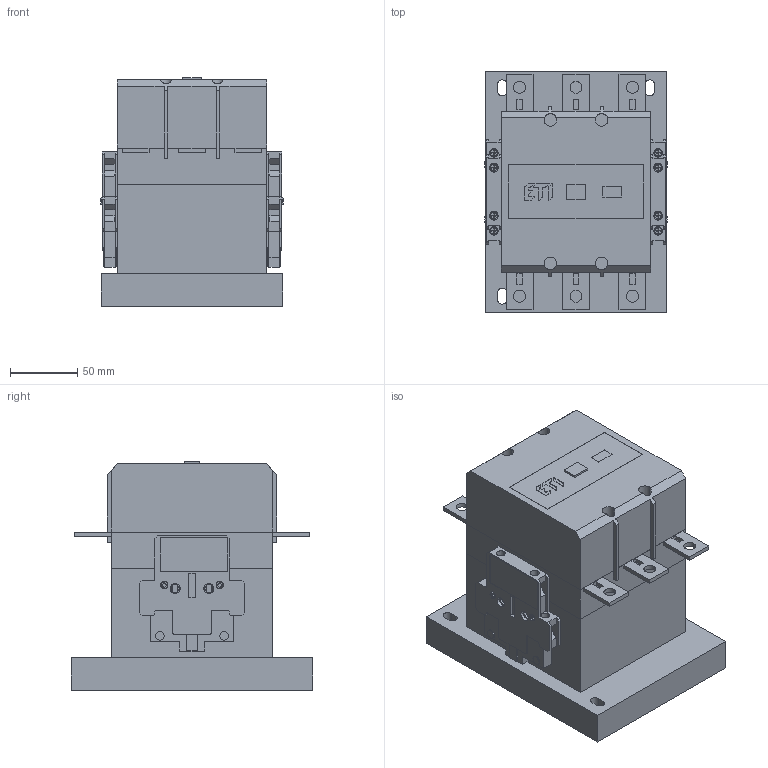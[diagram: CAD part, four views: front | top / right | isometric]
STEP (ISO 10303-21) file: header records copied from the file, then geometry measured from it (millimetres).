
FILE_DESCRIPTION((''),'2;1');
FILE_NAME('CEM_180E_ASM','2021-06-11T',('marketing.praksa'),('Audax d.o.o.'),'CREO PARAMETRIC BY PTC INC, 2017480','CREO PARAMETRIC BY PTC INC, 2017480','');
FILE_SCHEMA(('AUTOMOTIVE_DESIGN { 1 0 10303 214 1 1 1 1 }'));
Products named in the file (17): CWM180_E_12_1_1; CWM180_E_15_1_1; CWM180_E_20_1_1; CWM180_E_21_1_1; CWM180_E_22_1_1; ETI_LOGO_1_1_1_1_1_1_1_2_3_4__2; ETI_LOGO_2_1_1_1_1_1_1_2_3_4__2; ETI_LOGO_3_1_1_1_1_1_1_2_3_4__2; CONTACTS_1_1_1; CONTACTS_1_2_1; CONTACTS_1_3_1; CONTACTS_1_4_1; CONTACTS_1_5_1; CONTACTS_1_6_1; BODY_WITH_LOGO_1_1; CEM_180E_ASM_1_ASM; CEM_180E_ASM
Assembly tree (16 placements, depth 3):
  CEM_180E_ASM
    CEM_180E_ASM_1_ASM
      CWM180_E_12_1_1
      CWM180_E_15_1_1
      CWM180_E_20_1_1
      CWM180_E_21_1_1
      CWM180_E_22_1_1
      ETI_LOGO_1_1_1_1_1_1_1_2_3_4__2
      ETI_LOGO_2_1_1_1_1_1_1_2_3_4__2
      ETI_LOGO_3_1_1_1_1_1_1_2_3_4__2
      CONTACTS_1_1_1
      CONTACTS_1_2_1
      CONTACTS_1_3_1
      CONTACTS_1_4_1
      CONTACTS_1_5_1
      CONTACTS_1_6_1
      BODY_WITH_LOGO_1_1
Bounding box: 135.9 x 180 x 170 mm (x, y, z)
Volume: 2599609.7 mm3; surface area: 236279.6 mm2
Topology: 15 solids, 15 shells, 1387 faces, 3641 edges, 2374 vertices
Faces by surface type: plane 993, cylinder 258, cone 128, torus 8
Entity records: 65358 total; most frequent: CARTESIAN_POINT 8643, ORIENTED_EDGE 7282, DIRECTION 7272, PRESENTATION_STYLE_ASSIGNMENT 5043, STYLED_ITEM 5043, CURVE_STYLE 3641, EDGE_CURVE 3641, AXIS2_PLACEMENT_3D 2462
